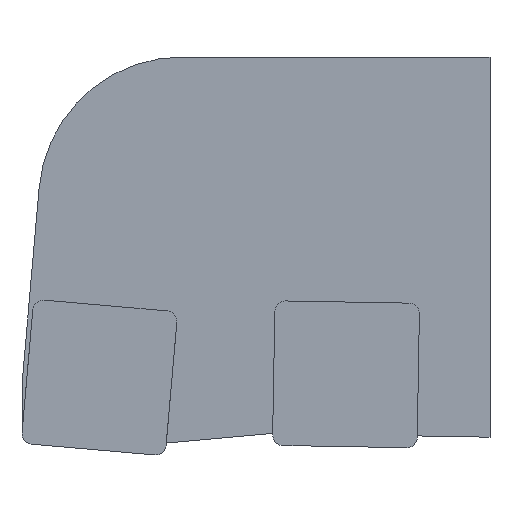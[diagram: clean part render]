
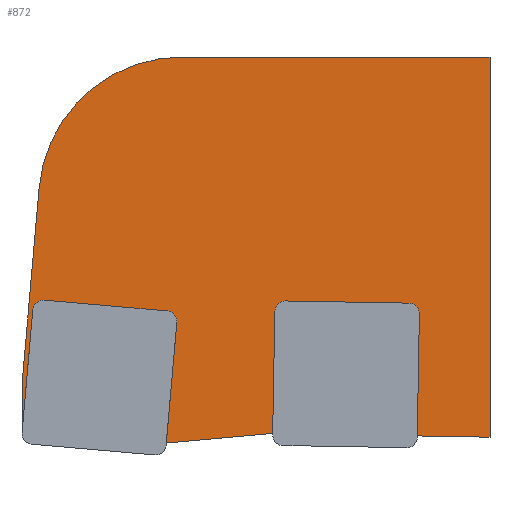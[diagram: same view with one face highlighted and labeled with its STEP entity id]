
A CAD part, left-side view. The second image highlights one B-rep face of the part: STEP entity #872.
In plain terms, the highlighted planar face has unit normal (-1, 0, 0).
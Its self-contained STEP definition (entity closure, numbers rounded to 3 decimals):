
#260=DIRECTION('',(0.,1.,0.017));
#261=VECTOR('',#260,9.3);
#262=CARTESIAN_POINT('',(0.,6.86,11.448));
#263=LINE('',#262,#261);
#267=CARTESIAN_POINT('',(0.,16.172,10.811));
#268=DIRECTION('',(-1.,0.,0.));
#269=DIRECTION('',(0.,-0.017,1.));
#270=AXIS2_PLACEMENT_3D('',#267,#268,#269);
#275=DIRECTION('',(0.,-0.017,1.));
#276=VECTOR('',#275,9.2);
#277=CARTESIAN_POINT('',(0.,17.133,1.626));
#278=LINE('',#277,#276);
#282=DIRECTION('',(0.,-0.996,0.09));
#283=VECTOR('',#282,8.054);
#284=CARTESIAN_POINT('',(0.,25.154,0.9));
#285=LINE('',#284,#283);
#289=DIRECTION('',(0.,-0.087,0.996));
#290=VECTOR('',#289,9.13);
#291=CARTESIAN_POINT('',(0.,25.154,0.9));
#292=LINE('',#291,#290);
#296=CARTESIAN_POINT('',(0.,25.155,10.065));
#297=DIRECTION('',(-1.,0.,0.));
#298=DIRECTION('',(0.,-0.996,-0.087));
#299=AXIS2_PLACEMENT_3D('',#296,#297,#298);
#304=DIRECTION('',(0.,0.996,0.087));
#305=VECTOR('',#304,9.3);
#306=CARTESIAN_POINT('',(0.,25.085,10.862));
#307=LINE('',#306,#305);
#311=CARTESIAN_POINT('',(0.,34.419,10.875));
#312=DIRECTION('',(-1.,0.,0.));
#313=DIRECTION('',(0.,-0.087,0.996));
#314=AXIS2_PLACEMENT_3D('',#311,#312,#313);
#319=DIRECTION('',(0.,-0.087,0.996));
#320=VECTOR('',#319,8.991);
#321=CARTESIAN_POINT('',(0.,36.,1.988));
#322=LINE('',#321,#320);
#326=DIRECTION('',(0.,0.,-1.));
#327=VECTOR('',#326,3.732);
#328=CARTESIAN_POINT('',(0.,36.,5.72));
#329=LINE('',#328,#327);
#333=DIRECTION('',(0.,0.087,-0.996));
#334=VECTOR('',#333,14.476);
#335=CARTESIAN_POINT('',(0.,34.738,20.141));
#336=LINE('',#335,#334);
#340=CARTESIAN_POINT('',(0.,23.979,19.2));
#341=DIRECTION('',(-1.,0.,0.));
#342=DIRECTION('',(0.,0.,1.));
#343=AXIS2_PLACEMENT_3D('',#340,#341,#342);
#348=DIRECTION('',(0.,1.,0.));
#349=VECTOR('',#348,23.229);
#350=CARTESIAN_POINT('',(0.,0.75,30.));
#351=LINE('',#350,#349);
#355=DIRECTION('',(0.,0.,1.));
#356=VECTOR('',#355,28.66);
#357=CARTESIAN_POINT('',(0.,0.75,1.34));
#358=LINE('',#357,#356);
#362=DIRECTION('',(0.,1.,0.017));
#363=VECTOR('',#362,5.485);
#364=CARTESIAN_POINT('',(0.,0.75,1.34));
#365=LINE('',#364,#363);
#369=DIRECTION('',(0.,-0.017,1.));
#370=VECTOR('',#369,9.2);
#371=CARTESIAN_POINT('',(0.,6.234,1.436));
#372=LINE('',#371,#370);
#376=CARTESIAN_POINT('',(0.,6.874,10.649));
#377=DIRECTION('',(-1.,0.,0.));
#378=DIRECTION('',(0.,-1.,-0.017));
#379=AXIS2_PLACEMENT_3D('',#376,#377,#378);
#603=CARTESIAN_POINT('',(0.,23.979,30.));
#604=CARTESIAN_POINT('',(0.,34.738,20.141));
#605=VERTEX_POINT('',#603);
#606=VERTEX_POINT('',#604);
#615=CARTESIAN_POINT('',(0.,6.86,11.448));
#616=CARTESIAN_POINT('',(0.,16.158,11.611));
#617=VERTEX_POINT('',#615);
#618=VERTEX_POINT('',#616);
#619=CARTESIAN_POINT('',(0.,17.133,1.626));
#620=CARTESIAN_POINT('',(0.,16.972,10.825));
#621=VERTEX_POINT('',#619);
#622=VERTEX_POINT('',#620);
#631=CARTESIAN_POINT('',(0.,25.154,0.9));
#632=CARTESIAN_POINT('',(0.,24.358,9.995));
#633=VERTEX_POINT('',#631);
#634=VERTEX_POINT('',#632);
#635=CARTESIAN_POINT('',(0.,25.085,10.862));
#636=CARTESIAN_POINT('',(0.,34.35,11.672));
#637=VERTEX_POINT('',#635);
#638=VERTEX_POINT('',#636);
#639=CARTESIAN_POINT('',(0.,36.,1.988));
#640=CARTESIAN_POINT('',(0.,35.216,10.945));
#641=VERTEX_POINT('',#639);
#642=VERTEX_POINT('',#640);
#675=CARTESIAN_POINT('',(0.,6.234,1.436));
#676=CARTESIAN_POINT('',(0.,6.074,10.635));
#677=VERTEX_POINT('',#675);
#678=VERTEX_POINT('',#676);
#683=CARTESIAN_POINT('',(0.,36.,5.72));
#684=VERTEX_POINT('',#683);
#695=CARTESIAN_POINT('',(0.,0.75,30.));
#696=VERTEX_POINT('',#695);
#701=CARTESIAN_POINT('',(0.,0.75,1.34));
#702=VERTEX_POINT('',#701);
#833=CARTESIAN_POINT('',(0.,0.,0.));
#834=DIRECTION('',(-1.,0.,0.));
#835=DIRECTION('',(0.,0.,1.));
#836=AXIS2_PLACEMENT_3D('',#833,#834,#835);
#837=PLANE('',#836);
#839=ORIENTED_EDGE('',*,*,#838,.T.);
#841=ORIENTED_EDGE('',*,*,#840,.T.);
#842=ORIENTED_EDGE('',*,*,#823,.F.);
#843=ORIENTED_EDGE('',*,*,#767,.F.);
#845=ORIENTED_EDGE('',*,*,#844,.T.);
#847=ORIENTED_EDGE('',*,*,#846,.T.);
#849=ORIENTED_EDGE('',*,*,#848,.T.);
#851=ORIENTED_EDGE('',*,*,#850,.T.);
#853=ORIENTED_EDGE('',*,*,#852,.F.);
#855=ORIENTED_EDGE('',*,*,#854,.F.);
#857=ORIENTED_EDGE('',*,*,#856,.F.);
#859=ORIENTED_EDGE('',*,*,#858,.F.);
#861=ORIENTED_EDGE('',*,*,#860,.F.);
#863=ORIENTED_EDGE('',*,*,#862,.F.);
#865=ORIENTED_EDGE('',*,*,#864,.T.);
#867=ORIENTED_EDGE('',*,*,#866,.T.);
#869=ORIENTED_EDGE('',*,*,#868,.T.);
#870=EDGE_LOOP('',(#839,#841,#842,#843,#845,#847,#849,#851,#853,#855,#857,#859,
#861,#863,#865,#867,#869));
#871=FACE_OUTER_BOUND('',#870,.F.);
#271=CIRCLE('',#270,0.8);
#300=CIRCLE('',#299,0.8);
#315=CIRCLE('',#314,0.8);
#344=CIRCLE('',#343,10.8);
#380=CIRCLE('',#379,0.8);
#767=EDGE_CURVE('',#633,#621,#285,.T.);
#823=EDGE_CURVE('',#621,#622,#278,.T.);
#838=EDGE_CURVE('',#617,#618,#263,.T.);
#840=EDGE_CURVE('',#618,#622,#271,.T.);
#844=EDGE_CURVE('',#633,#634,#292,.T.);
#846=EDGE_CURVE('',#634,#637,#300,.T.);
#848=EDGE_CURVE('',#637,#638,#307,.T.);
#850=EDGE_CURVE('',#638,#642,#315,.T.);
#852=EDGE_CURVE('',#641,#642,#322,.T.);
#854=EDGE_CURVE('',#684,#641,#329,.T.);
#856=EDGE_CURVE('',#606,#684,#336,.T.);
#858=EDGE_CURVE('',#605,#606,#344,.T.);
#860=EDGE_CURVE('',#696,#605,#351,.T.);
#862=EDGE_CURVE('',#702,#696,#358,.T.);
#864=EDGE_CURVE('',#702,#677,#365,.T.);
#866=EDGE_CURVE('',#677,#678,#372,.T.);
#868=EDGE_CURVE('',#678,#617,#380,.T.);
#872=ADVANCED_FACE('',(#871),#837,.T.);
